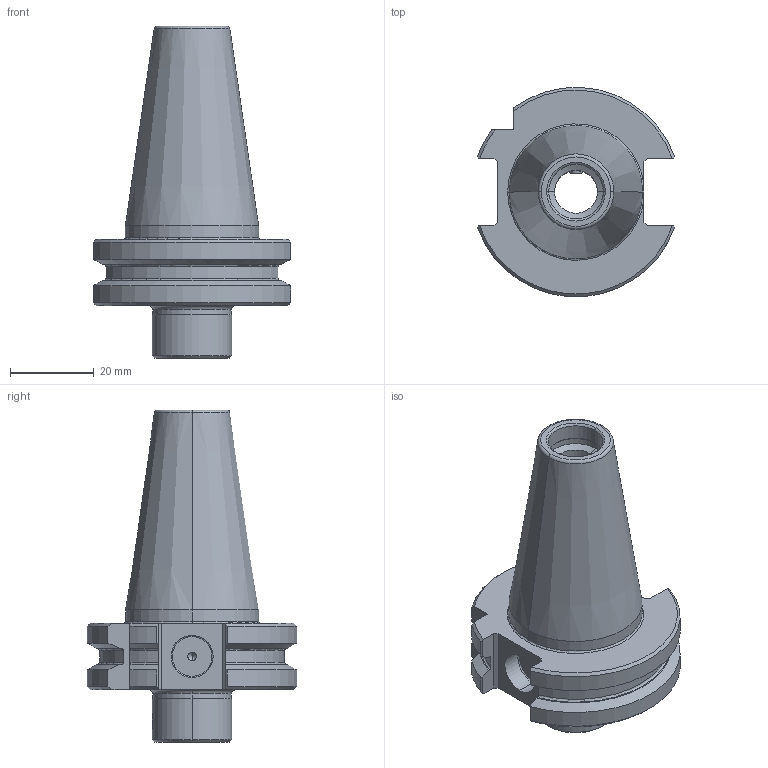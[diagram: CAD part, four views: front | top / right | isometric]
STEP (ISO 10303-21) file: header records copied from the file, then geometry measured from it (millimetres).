
FILE_DESCRIPTION(('no description'),'unknown implementation level');
FILE_NAME('A7672B57-D5F9-40AD-ACFC-1A1BB887D4E2_export.stp',' ',('CIMSOURCE GmbH'),('CADClick - KiM GmbH - www.kimweb.de'),'unknown preprocess','ACIS','unknown authorization');
FILE_SCHEMA(('automotive_design'));
Length unit declared in the file: millimetre
Products named in the file (2): 323.703 Kaiser SK30 mit CK1B|690.431 Kaiser ETL M4 X 5 CK1;Schnitt-Linear austragen1; 323.703 Kaiser SK30 mit CK1B|323.703 Kaiser SK30_VDxCK1x40B;Rotation2
Bounding box: 47.04 x 49.85 x 79.15 mm (x, y, z)
Volume: 47795.8 mm3; surface area: 13454.4 mm2
Topology: 2 solids, 2 shells, 162 faces, 404 edges, 248 vertices
Faces by surface type: plane 57, cone 48, cylinder 41, torus 16
Entity records: 9604 total; most frequent: CARTESIAN_POINT 1191, DIRECTION 814, STYLED_ITEM 812, PRESENTATION_STYLE_ASSIGNMENT 812, COLOUR_RGB 812, ORIENTED_EDGE 800, EDGE_CURVE 400, CURVE_STYLE 400
